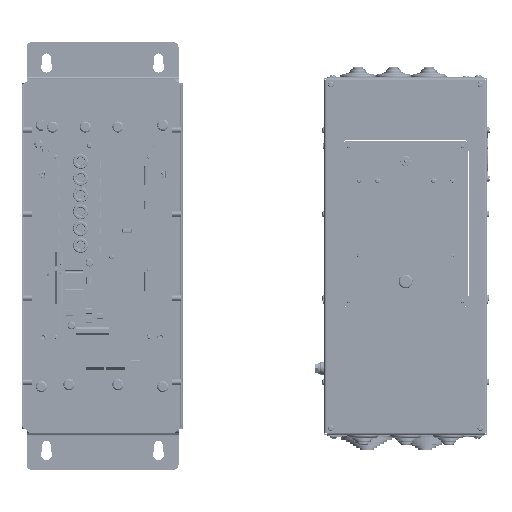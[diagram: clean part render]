
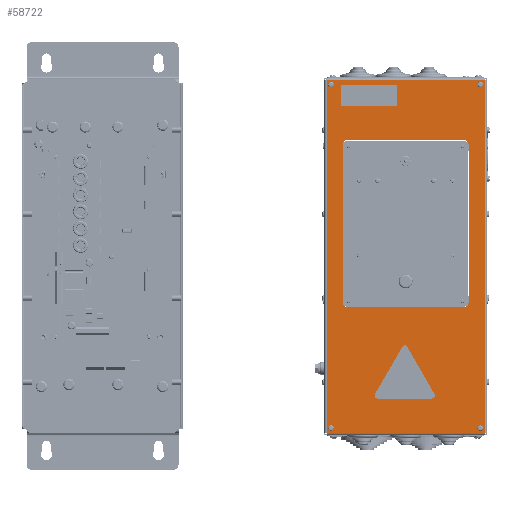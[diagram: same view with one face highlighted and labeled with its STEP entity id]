
A CAD part, top view. The second image highlights one B-rep face of the part: STEP entity #58722.
In plain terms, the highlighted planar face has unit normal (0, -0.003, 1).
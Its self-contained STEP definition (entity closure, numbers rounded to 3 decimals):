
#58722=ADVANCED_FACE('',(#109200,#109202,#109204,#109206,#109208,#109210),#109212,
.T.);
#109200=FACE_BOUND('',#109201,.T.);
#109201=EDGE_LOOP('',(#145158,#145159,#145160,#145161));
#109202=FACE_BOUND('',#109203,.T.);
#109203=EDGE_LOOP('',(#145162,#145163,#145164,#145165,#145166,#145167,#145168,#145169));
#109204=FACE_BOUND('',#109205,.T.);
#109205=EDGE_LOOP('',(#145170));
#109206=FACE_BOUND('',#109207,.T.);
#109207=EDGE_LOOP('',(#145171));
#109208=FACE_BOUND('',#109209,.T.);
#109209=EDGE_LOOP('',(#145172));
#109210=FACE_BOUND('',#109211,.T.);
#109211=EDGE_LOOP('',(#145173));
#109212=PLANE('',#109213);
#109213=AXIS2_PLACEMENT_3D('',#109214,#109215,#109216);
#109214=CARTESIAN_POINT('',(334.834,421.495,302.958));
#109215=DIRECTION('',(0.,-0.003,1.));
#109216=DIRECTION('',(1.,0.,0.));
#145158=ORIENTED_EDGE('',*,*,#181787,.T.);
#145159=ORIENTED_EDGE('',*,*,#181788,.T.);
#145160=ORIENTED_EDGE('',*,*,#181789,.T.);
#145161=ORIENTED_EDGE('',*,*,#181790,.T.);
#145162=ORIENTED_EDGE('',*,*,#181731,.T.);
#145163=ORIENTED_EDGE('',*,*,#181746,.T.);
#145164=ORIENTED_EDGE('',*,*,#181744,.T.);
#145165=ORIENTED_EDGE('',*,*,#181742,.T.);
#145166=ORIENTED_EDGE('',*,*,#181740,.T.);
#145167=ORIENTED_EDGE('',*,*,#181738,.T.);
#145168=ORIENTED_EDGE('',*,*,#181736,.T.);
#145169=ORIENTED_EDGE('',*,*,#181734,.T.);
#145170=ORIENTED_EDGE('',*,*,#181730,.T.);
#145171=ORIENTED_EDGE('',*,*,#181729,.T.);
#145172=ORIENTED_EDGE('',*,*,#181728,.T.);
#145173=ORIENTED_EDGE('',*,*,#181727,.T.);
#181727=EDGE_CURVE('',#222166,#222166,#222167,.F.);
#181728=EDGE_CURVE('',#222168,#222168,#222169,.F.);
#181729=EDGE_CURVE('',#222170,#222170,#222171,.F.);
#181730=EDGE_CURVE('',#222172,#222172,#222173,.F.);
#181731=EDGE_CURVE('',#222174,#222175,#222176,.F.);
#181734=EDGE_CURVE('',#222179,#222174,#222180,.F.);
#181736=EDGE_CURVE('',#222182,#222179,#222183,.F.);
#181738=EDGE_CURVE('',#222185,#222182,#222186,.F.);
#181740=EDGE_CURVE('',#222188,#222185,#222189,.F.);
#181742=EDGE_CURVE('',#222191,#222188,#222192,.F.);
#181744=EDGE_CURVE('',#222194,#222191,#222195,.F.);
#181746=EDGE_CURVE('',#222175,#222194,#222197,.F.);
#181787=EDGE_CURVE('',#222207,#222213,#222266,.T.);
#181788=EDGE_CURVE('',#222213,#222243,#222267,.T.);
#181789=EDGE_CURVE('',#222243,#222229,#222268,.T.);
#181790=EDGE_CURVE('',#222229,#222207,#222269,.T.);
#222166=VERTEX_POINT('',#317748);
#222167=CIRCLE('',#317749,2.5);
#222168=VERTEX_POINT('',#317753);
#222169=CIRCLE('',#317754,2.5);
#222170=VERTEX_POINT('',#317758);
#222171=CIRCLE('',#317759,2.5);
#222172=VERTEX_POINT('',#317763);
#222173=CIRCLE('',#317764,2.5);
#222174=VERTEX_POINT('',#317768);
#222175=VERTEX_POINT('',#317769);
#222176=CIRCLE('',#317770,5.);
#222179=VERTEX_POINT('',#317780);
#222180=LINE('',#317781,#317782);
#222182=VERTEX_POINT('',#317787);
#222183=CIRCLE('',#317788,5.);
#222185=VERTEX_POINT('',#317795);
#222186=LINE('',#317796,#317797);
#222188=VERTEX_POINT('',#317802);
#222189=CIRCLE('',#317803,5.);
#222191=VERTEX_POINT('',#317810);
#222192=LINE('',#317811,#317812);
#222194=VERTEX_POINT('',#317817);
#222195=CIRCLE('',#317818,5.);
#222197=LINE('',#317825,#317826);
#222207=VERTEX_POINT('',#317847);
#222213=VERTEX_POINT('',#317860);
#222229=VERTEX_POINT('',#317898);
#222243=VERTEX_POINT('',#317929);
#222266=LINE('',#317984,#317985);
#222267=LINE('',#317987,#317988);
#222268=LINE('',#317990,#317991);
#222269=LINE('',#317993,#317994);
#317748=CARTESIAN_POINT('',(499.334,414.495,302.937));
#317749=AXIS2_PLACEMENT_3D('',#317750,#317751,#317752);
#317750=CARTESIAN_POINT('',(501.834,414.495,302.937));
#317751=DIRECTION('',(0.,-0.003,1.));
#317752=DIRECTION('',(-1.,0.,0.));
#317753=CARTESIAN_POINT('',(339.334,414.495,302.937));
#317754=AXIS2_PLACEMENT_3D('',#317755,#317756,#317757);
#317755=CARTESIAN_POINT('',(341.834,414.495,302.937));
#317756=DIRECTION('',(0.,-0.003,1.));
#317757=DIRECTION('',(-1.,0.,0.));
#317758=CARTESIAN_POINT('',(504.334,46.497,301.823));
#317759=AXIS2_PLACEMENT_3D('',#317760,#317761,#317762);
#317760=CARTESIAN_POINT('',(501.834,46.497,301.823));
#317761=DIRECTION('',(0.,-0.003,1.));
#317762=DIRECTION('',(1.,0.,0.));
#317763=CARTESIAN_POINT('',(344.334,46.497,301.823));
#317764=AXIS2_PLACEMENT_3D('',#317765,#317766,#317767);
#317765=CARTESIAN_POINT('',(341.834,46.497,301.823));
#317766=DIRECTION('',(0.,-0.003,1.));
#317767=DIRECTION('',(1.,0.,0.));
#317768=CARTESIAN_POINT('',(489.334,180.996,302.23));
#317769=CARTESIAN_POINT('',(484.334,175.996,302.215));
#317770=AXIS2_PLACEMENT_3D('',#317771,#317772,#317773);
#317771=CARTESIAN_POINT('',(484.334,180.996,302.23));
#317772=DIRECTION('',(0.,-0.003,1.));
#317773=DIRECTION('',(0.,-1.,-0.003));
#317780=CARTESIAN_POINT('',(489.334,349.996,302.742));
#317781=CARTESIAN_POINT('',(489.334,180.996,302.23));
#317782=VECTOR('',#317783,1.);
#317783=DIRECTION('',(0.,1.,0.003));
#317787=CARTESIAN_POINT('',(484.334,354.996,302.757));
#317788=AXIS2_PLACEMENT_3D('',#317789,#317790,#317791);
#317789=CARTESIAN_POINT('',(484.334,349.996,302.742));
#317790=DIRECTION('',(0.,-0.003,1.));
#317791=DIRECTION('',(1.,0.,0.));
#317795=CARTESIAN_POINT('',(359.334,354.996,302.757));
#317796=CARTESIAN_POINT('',(484.334,354.996,302.757));
#317797=VECTOR('',#317798,1.);
#317798=DIRECTION('',(-1.,0.,0.));
#317802=CARTESIAN_POINT('',(354.334,349.996,302.742));
#317803=AXIS2_PLACEMENT_3D('',#317804,#317805,#317806);
#317804=CARTESIAN_POINT('',(359.334,349.996,302.742));
#317805=DIRECTION('',(0.,-0.003,1.));
#317806=DIRECTION('',(0.,1.,0.003));
#317810=CARTESIAN_POINT('',(354.334,180.996,302.23));
#317811=CARTESIAN_POINT('',(354.334,349.996,302.742));
#317812=VECTOR('',#317813,1.);
#317813=DIRECTION('',(0.,-1.,-0.003));
#317817=CARTESIAN_POINT('',(359.334,175.996,302.215));
#317818=AXIS2_PLACEMENT_3D('',#317819,#317820,#317821);
#317819=CARTESIAN_POINT('',(359.334,180.996,302.23));
#317820=DIRECTION('',(0.,-0.003,1.));
#317821=DIRECTION('',(-1.,0.,0.));
#317825=CARTESIAN_POINT('',(359.334,175.996,302.215));
#317826=VECTOR('',#317827,1.);
#317827=DIRECTION('',(1.,0.,0.));
#317847=CARTESIAN_POINT('',(506.534,41.797,301.809));
#317860=CARTESIAN_POINT('',(506.534,419.195,302.951));
#317898=CARTESIAN_POINT('',(337.134,41.797,301.809));
#317929=CARTESIAN_POINT('',(337.134,419.195,302.951));
#317984=CARTESIAN_POINT('',(506.534,41.797,301.809));
#317985=VECTOR('',#317986,1.);
#317986=DIRECTION('',(0.,1.,0.003));
#317987=CARTESIAN_POINT('',(506.534,419.195,302.951));
#317988=VECTOR('',#317989,1.);
#317989=DIRECTION('',(-1.,0.,0.));
#317990=CARTESIAN_POINT('',(337.134,419.195,302.951));
#317991=VECTOR('',#317992,1.);
#317992=DIRECTION('',(0.,-1.,-0.003));
#317993=CARTESIAN_POINT('',(337.134,41.797,301.809));
#317994=VECTOR('',#317995,1.);
#317995=DIRECTION('',(1.,0.,0.));
